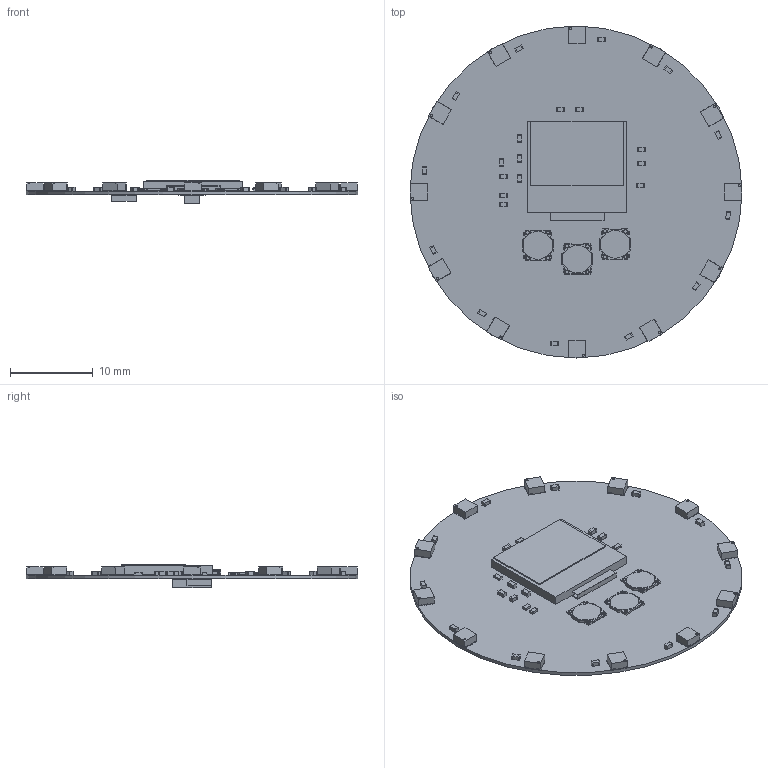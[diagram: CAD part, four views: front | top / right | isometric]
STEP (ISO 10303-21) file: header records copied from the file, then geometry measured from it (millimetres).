
FILE_DESCRIPTION(('Open CASCADE Model'),'2;1');
FILE_NAME('Open CASCADE Shape Model','2020-05-02T23:28:20',('Author'),( 'Open CASCADE'),'Open CASCADE STEP processor 6.8','Open CASCADE 6.8' ,'Unknown');
FILE_SCHEMA(('AUTOMOTIVE_DESIGN { 1 0 10303 214 1 1 1 1 }'));
Length unit declared in the file: millimetre
Products named in the file (1): PCB
Bounding box: 40 x 40 x 2.89 mm (x, y, z)
Volume: 761.6 mm3; surface area: 3959.4 mm2
Topology: 140 solids, 548 shells, 1684 faces, 4620 edges, 3656 vertices
Faces by surface type: plane 1556, cylinder 128
Full cylindrical faces by diameter (mm): 0.25 x12, 0.375 x1, 0.8 x2, 40 x1
Entity records: 56736 total; most frequent: CARTESIAN_POINT 9961, DIRECTION 8246, ORIENTED_EDGE 7512, EDGE_CURVE 4620, LINE 4364, VECTOR 4364, VERTEX_POINT 3656, AXIS2_PLACEMENT_3D 1941
